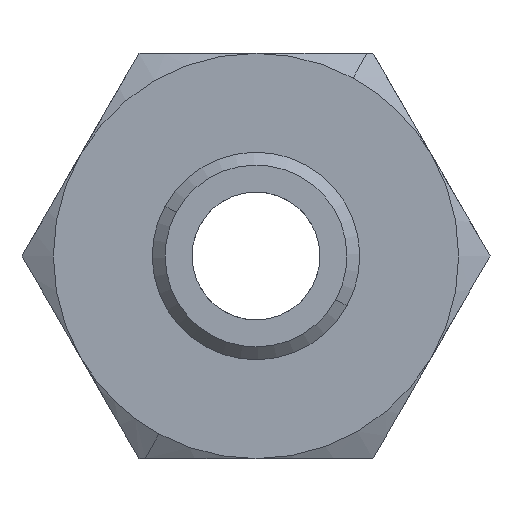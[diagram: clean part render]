
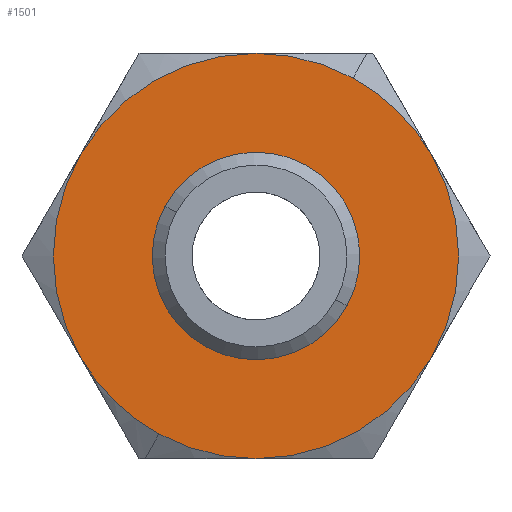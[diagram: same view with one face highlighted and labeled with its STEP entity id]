
A CAD part, front view. The second image highlights one B-rep face of the part: STEP entity #1501.
In plain terms, the highlighted planar face has unit normal (0, -1, 0).
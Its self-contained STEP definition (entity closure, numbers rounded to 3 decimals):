
#597=CARTESIAN_POINT('Vertex',(8.227,7.25,-4.75)) ;
#648=CARTESIAN_POINT('Vertex',(0.,7.25,-9.5)) ;
#1368=CARTESIAN_POINT('Vertex',(-8.227,7.25,-4.75)) ;
#1410=CARTESIAN_POINT('Vertex',(-4.555,7.25,-8.337)) ;
#1413=CARTESIAN_POINT('Axis2P3D Location',(0.,7.25,0.)) ;
#1425=CARTESIAN_POINT('Axis2P3D Location',(-4.864,7.25,0.)) ;
#1430=CARTESIAN_POINT('Axis2P3D Location',(0.,7.25,0.)) ;
#1434=CARTESIAN_POINT('Vertex',(4.555,7.25,8.337)) ;
#1436=CARTESIAN_POINT('Vertex',(8.227,7.25,4.75)) ;
#1439=CARTESIAN_POINT('Axis2P3D Location',(0.,7.25,0.)) ;
#1443=CARTESIAN_POINT('Vertex',(0.,7.25,9.5)) ;
#1446=CARTESIAN_POINT('Axis2P3D Location',(0.,7.25,0.)) ;
#1450=CARTESIAN_POINT('Vertex',(-8.227,7.25,4.75)) ;
#1453=CARTESIAN_POINT('Axis2P3D Location',(0.,7.25,0.)) ;
#1458=CARTESIAN_POINT('Axis2P3D Location',(0.,7.25,0.)) ;
#1463=CARTESIAN_POINT('Axis2P3D Location',(0.,7.25,0.)) ;
#1468=CARTESIAN_POINT('Axis2P3D Location',(0.,7.25,0.)) ;
#1483=CARTESIAN_POINT('Axis2P3D Location',(0.,7.25,0.)) ;
#1487=CARTESIAN_POINT('Vertex',(4.269,7.25,-2.332)) ;
#1489=CARTESIAN_POINT('Vertex',(-4.269,7.25,2.332)) ;
#1492=CARTESIAN_POINT('Axis2P3D Location',(0.,7.25,0.)) ;
#1414=DIRECTION('Axis2P3D Direction',(0.,1.,0.)) ;
#1426=DIRECTION('Axis2P3D Direction',(0.,1.,0.)) ;
#1427=DIRECTION('Axis2P3D XDirection',(1.,-0.,0.)) ;
#1431=DIRECTION('Axis2P3D Direction',(0.,1.,0.)) ;
#1440=DIRECTION('Axis2P3D Direction',(0.,1.,0.)) ;
#1447=DIRECTION('Axis2P3D Direction',(0.,1.,0.)) ;
#1454=DIRECTION('Axis2P3D Direction',(0.,1.,0.)) ;
#1459=DIRECTION('Axis2P3D Direction',(0.,1.,0.)) ;
#1464=DIRECTION('Axis2P3D Direction',(0.,1.,0.)) ;
#1469=DIRECTION('Axis2P3D Direction',(0.,1.,0.)) ;
#1484=DIRECTION('Axis2P3D Direction',(0.,1.,0.)) ;
#1493=DIRECTION('Axis2P3D Direction',(0.,1.,0.)) ;
#1415=AXIS2_PLACEMENT_3D('Circle Axis2P3D',#1413,#1414,$) ;
#1428=AXIS2_PLACEMENT_3D('Plane Axis2P3D',#1425,#1426,#1427) ;
#1432=AXIS2_PLACEMENT_3D('Circle Axis2P3D',#1430,#1431,$) ;
#1441=AXIS2_PLACEMENT_3D('Circle Axis2P3D',#1439,#1440,$) ;
#1448=AXIS2_PLACEMENT_3D('Circle Axis2P3D',#1446,#1447,$) ;
#1455=AXIS2_PLACEMENT_3D('Circle Axis2P3D',#1453,#1454,$) ;
#1460=AXIS2_PLACEMENT_3D('Circle Axis2P3D',#1458,#1459,$) ;
#1465=AXIS2_PLACEMENT_3D('Circle Axis2P3D',#1463,#1464,$) ;
#1470=AXIS2_PLACEMENT_3D('Circle Axis2P3D',#1468,#1469,$) ;
#1485=AXIS2_PLACEMENT_3D('Circle Axis2P3D',#1483,#1484,$) ;
#1494=AXIS2_PLACEMENT_3D('Circle Axis2P3D',#1492,#1493,$) ;
#1474=ORIENTED_EDGE('',*,*,#1438,.F.) ;
#1475=ORIENTED_EDGE('',*,*,#1445,.F.) ;
#1476=ORIENTED_EDGE('',*,*,#1452,.F.) ;
#1477=ORIENTED_EDGE('',*,*,#1457,.F.) ;
#1478=ORIENTED_EDGE('',*,*,#1417,.F.) ;
#1479=ORIENTED_EDGE('',*,*,#1462,.F.) ;
#1480=ORIENTED_EDGE('',*,*,#1467,.F.) ;
#1481=ORIENTED_EDGE('',*,*,#1472,.F.) ;
#1498=ORIENTED_EDGE('',*,*,#1491,.T.) ;
#1499=ORIENTED_EDGE('',*,*,#1496,.T.) ;
#1500=FACE_BOUND('',#1497,.T.) ;
#1501=ADVANCED_FACE('Corps principal',(#1482,#1500),#1429,.F.) ;
#1416=CIRCLE('generated circle',#1415,9.5) ;
#1433=CIRCLE('generated circle',#1432,9.5) ;
#1442=CIRCLE('generated circle',#1441,9.5) ;
#1449=CIRCLE('generated circle',#1448,9.5) ;
#1456=CIRCLE('generated circle',#1455,9.5) ;
#1461=CIRCLE('generated circle',#1460,9.5) ;
#1466=CIRCLE('generated circle',#1465,9.5) ;
#1471=CIRCLE('generated circle',#1470,9.5) ;
#1486=CIRCLE('generated circle',#1485,4.864) ;
#1495=CIRCLE('generated circle',#1494,4.864) ;
#1417=EDGE_CURVE('',#1411,#1369,#1416,.T.) ;
#1438=EDGE_CURVE('',#1435,#1437,#1433,.T.) ;
#1445=EDGE_CURVE('',#1444,#1435,#1442,.T.) ;
#1452=EDGE_CURVE('',#1451,#1444,#1449,.T.) ;
#1457=EDGE_CURVE('',#1369,#1451,#1456,.T.) ;
#1462=EDGE_CURVE('',#649,#1411,#1461,.T.) ;
#1467=EDGE_CURVE('',#598,#649,#1466,.T.) ;
#1472=EDGE_CURVE('',#1437,#598,#1471,.T.) ;
#1491=EDGE_CURVE('',#1488,#1490,#1486,.T.) ;
#1496=EDGE_CURVE('',#1490,#1488,#1495,.T.) ;
#1473=EDGE_LOOP('',(#1474,#1475,#1476,#1477,#1478,#1479,#1480,#1481)) ;
#1497=EDGE_LOOP('',(#1498,#1499)) ;
#1482=FACE_OUTER_BOUND('',#1473,.T.) ;
#1429=PLANE('',#1428) ;
#598=VERTEX_POINT('',#597) ;
#649=VERTEX_POINT('',#648) ;
#1369=VERTEX_POINT('',#1368) ;
#1411=VERTEX_POINT('',#1410) ;
#1435=VERTEX_POINT('',#1434) ;
#1437=VERTEX_POINT('',#1436) ;
#1444=VERTEX_POINT('',#1443) ;
#1451=VERTEX_POINT('',#1450) ;
#1488=VERTEX_POINT('',#1487) ;
#1490=VERTEX_POINT('',#1489) ;
